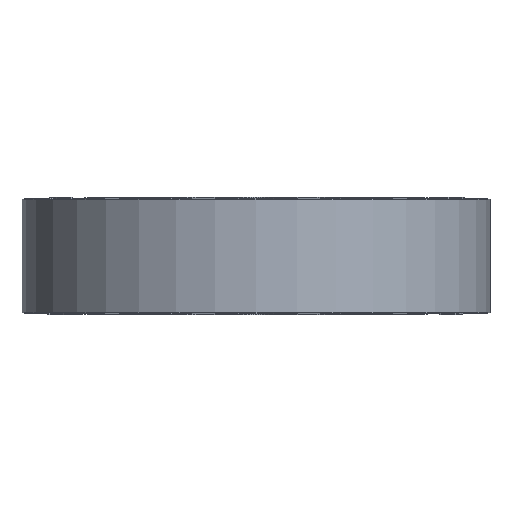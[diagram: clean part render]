
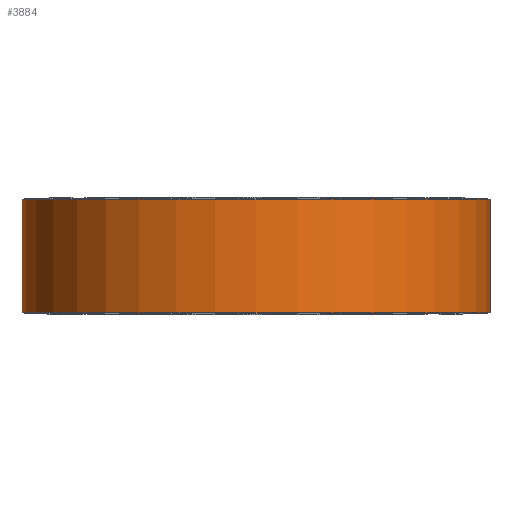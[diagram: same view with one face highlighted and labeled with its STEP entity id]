
A CAD part, front view. The second image highlights one B-rep face of the part: STEP entity #3884.
In plain terms, the highlighted cylindrical face has radius 50.8 mm (diameter 101.6 mm), a partial arc.
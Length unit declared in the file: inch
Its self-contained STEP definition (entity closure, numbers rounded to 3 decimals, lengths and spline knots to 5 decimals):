
#110 = AXIS2_PLACEMENT_3D ( 'NONE', #715, #5209, #9848 ) ;
#194 = VERTEX_POINT ( 'NONE', #7935 ) ;
#245 = VERTEX_POINT ( 'NONE', #12729 ) ;
#394 = AXIS2_PLACEMENT_3D ( 'NONE', #14142, #2668, #13444 ) ;
#715 = CARTESIAN_POINT ( 'NONE',  ( 0., 0., -0.48691 ) ) ;
#812 = ORIENTED_EDGE ( 'NONE', *, *, #3058, .T. ) ;
#1453 = DIRECTION ( 'NONE',  ( 0., 1., 0. ) ) ;
#1500 = EDGE_CURVE ( 'NONE', #12086, #6251, #2259, .T. ) ;
#2128 = AXIS2_PLACEMENT_3D ( 'NONE', #6737, #5610, #9038 ) ;
#2238 = VERTEX_POINT ( 'NONE', #6526 ) ;
#2259 = CIRCLE ( 'NONE', #110, 2. ) ;
#2261 = ORIENTED_EDGE ( 'NONE', *, *, #9911, .F. ) ;
#2330 = CARTESIAN_POINT ( 'NONE',  ( -2., 0., 0.5 ) ) ;
#2451 = CARTESIAN_POINT ( 'NONE',  ( 2., 0., 0.5 ) ) ;
#2538 = EDGE_LOOP ( 'NONE', ( #2261, #812, #4442, #8272, #9498, #9919 ) ) ;
#2668 = DIRECTION ( 'NONE',  ( 0., 0., -1. ) ) ;
#2678 = VERTEX_POINT ( 'NONE', #2750 ) ;
#2750 = CARTESIAN_POINT ( 'NONE',  ( 2., 0., -0.48691 ) ) ;
#2798 = AXIS2_PLACEMENT_3D ( 'NONE', #10247, #3343, #12423 ) ;
#3058 = EDGE_CURVE ( 'NONE', #245, #2238, #4716, .T. ) ;
#3343 = DIRECTION ( 'NONE',  ( 0., 0., -1. ) ) ;
#3884 = ADVANCED_FACE ( 'NONE', ( #12563 ), #8819, .T. ) ;
#4442 = ORIENTED_EDGE ( 'NONE', *, *, #11481, .T. ) ;
#4493 = AXIS2_PLACEMENT_3D ( 'NONE', #11434, #8050, #1453 ) ;
#4716 = CIRCLE ( 'NONE', #394, 2. ) ;
#5095 = CARTESIAN_POINT ( 'NONE',  ( -2., 0., -0.48691 ) ) ;
#5209 = DIRECTION ( 'NONE',  ( 0., 0., -1. ) ) ;
#5495 = VECTOR ( 'NONE', #8102, 39.37008 ) ;
#5610 = DIRECTION ( 'NONE',  ( 0., 0., -1. ) ) ;
#5947 = CIRCLE ( 'NONE', #4493, 2. ) ;
#6251 = VERTEX_POINT ( 'NONE', #5095 ) ;
#6489 = EDGE_CURVE ( 'NONE', #194, #6251, #11174, .T. ) ;
#6526 = CARTESIAN_POINT ( 'NONE',  ( 0., -2., 0.48691 ) ) ;
#6737 = CARTESIAN_POINT ( 'NONE',  ( 0., 0., -0.48691 ) ) ;
#7023 = EDGE_CURVE ( 'NONE', #2678, #12086, #9069, .T. ) ;
#7036 = DIRECTION ( 'NONE',  ( 0., 0., -1. ) ) ;
#7573 = VECTOR ( 'NONE', #7036, 39.37008 ) ;
#7935 = CARTESIAN_POINT ( 'NONE',  ( -2., 0., 0.48691 ) ) ;
#8050 = DIRECTION ( 'NONE',  ( 0., 0., -1. ) ) ;
#8102 = DIRECTION ( 'NONE',  ( 0., 0., -1. ) ) ;
#8272 = ORIENTED_EDGE ( 'NONE', *, *, #6489, .T. ) ;
#8819 = CYLINDRICAL_SURFACE ( 'NONE', #2798, 2. ) ;
#9038 = DIRECTION ( 'NONE',  ( 0., 1., 0. ) ) ;
#9069 = CIRCLE ( 'NONE', #2128, 2. ) ;
#9498 = ORIENTED_EDGE ( 'NONE', *, *, #1500, .F. ) ;
#9848 = DIRECTION ( 'NONE',  ( 0., 1., 0. ) ) ;
#9911 = EDGE_CURVE ( 'NONE', #245, #2678, #12725, .T. ) ;
#9919 = ORIENTED_EDGE ( 'NONE', *, *, #7023, .F. ) ;
#10247 = CARTESIAN_POINT ( 'NONE',  ( 0., 0., 0.5 ) ) ;
#11174 = LINE ( 'NONE', #2330, #5495 ) ;
#11313 = CARTESIAN_POINT ( 'NONE',  ( 0., -2., -0.48691 ) ) ;
#11434 = CARTESIAN_POINT ( 'NONE',  ( 0., 0., 0.48691 ) ) ;
#11481 = EDGE_CURVE ( 'NONE', #2238, #194, #5947, .T. ) ;
#12086 = VERTEX_POINT ( 'NONE', #11313 ) ;
#12423 = DIRECTION ( 'NONE',  ( -1., 0., 0. ) ) ;
#12563 = FACE_OUTER_BOUND ( 'NONE', #2538, .T. ) ;
#12725 = LINE ( 'NONE', #2451, #7573 ) ;
#12729 = CARTESIAN_POINT ( 'NONE',  ( 2., 0., 0.48691 ) ) ;
#13444 = DIRECTION ( 'NONE',  ( 0., 1., 0. ) ) ;
#14142 = CARTESIAN_POINT ( 'NONE',  ( 0., 0., 0.48691 ) ) ;
